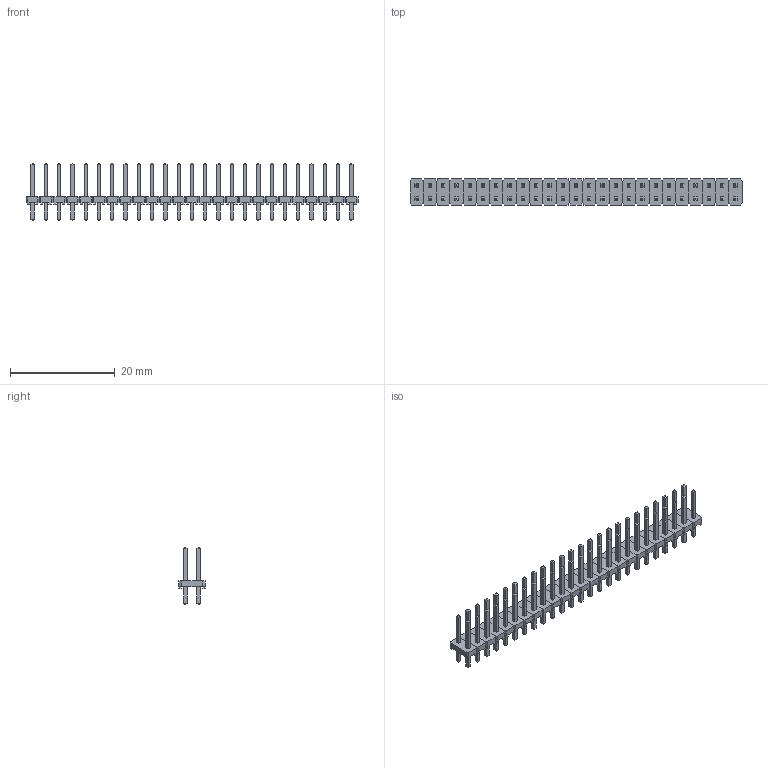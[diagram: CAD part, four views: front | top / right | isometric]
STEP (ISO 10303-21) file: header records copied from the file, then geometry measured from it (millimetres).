
FILE_DESCRIPTION((''),'2;1');
FILE_NAME('SAMTEC_MTLW-125-07-L-D-250.stp','2013-08-27T14:07:42',(''),(''),'Mechanical Desktop 2011','Mechanical Desktop 2011',', , ');
FILE_SCHEMA(('AUTOMOTIVE_DESIGN { 1 2 10303 214 1 1 1 1 }'));
Length unit declared in the file: millimetre
Products named in the file (1): Product
Bounding box: 63.5 x 5.03 x 10.92 mm (x, y, z)
Volume: 556.9 mm3; surface area: 2381.9 mm2
Topology: 125 solids, 125 shells, 1650 faces, 3700 edges, 2300 vertices
Faces by surface type: plane 1025, bspline 625
Entity records: 44139 total; most frequent: CARTESIAN_POINT 9526, ORIENTED_EDGE 7400, DIRECTION 5752, VECTOR 3700, LINE 3700, EDGE_CURVE 3700, VERTEX_POINT 2300, EDGE_LOOP 1650
